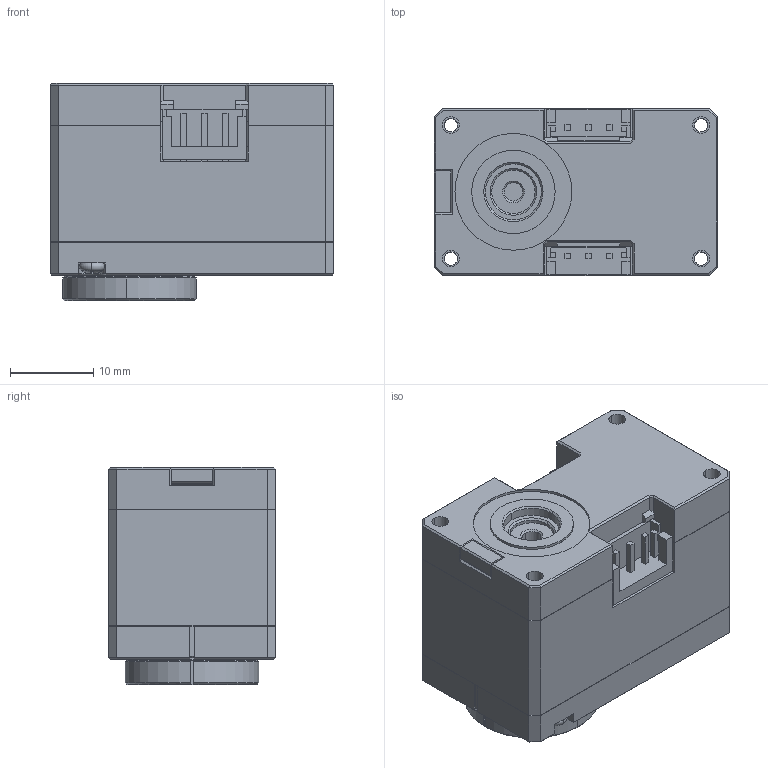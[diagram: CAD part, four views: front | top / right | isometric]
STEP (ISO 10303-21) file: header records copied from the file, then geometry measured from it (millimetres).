
FILE_DESCRIPTION (( 'STEP AP203' ), '1' );
FILE_NAME ('Robotis_DYNAMIXEL_XL330_M288_T.STEP', '2024-09-05T20:27:48', ( '' ), ( '' ), 'SwSTEP 2.0', 'SolidWorks 2024', '' );
FILE_SCHEMA (( 'CONFIG_CONTROL_DESIGN' ));
Length unit declared in the file: millimetre
Products named in the file (1): Robotis_DYNAMIXEL_XL330_M288_T
Bounding box: 34 x 20 x 26 mm (x, y, z)
Surface area: 10124.6 mm2 (no closed solid volume)
Topology: 0 solids, 17 shells, 688 faces, 1773 edges, 1153 vertices
Faces by surface type: plane 433, cylinder 191, cone 40, torus 14, sphere 10
Entity records: 21589 total; most frequent: CARTESIAN_POINT 4343, DIRECTION 3586, ORIENTED_EDGE 3526, EDGE_CURVE 1773, LINE 1220, VECTOR 1220, AXIS2_PLACEMENT_3D 1183, VERTEX_POINT 1153
